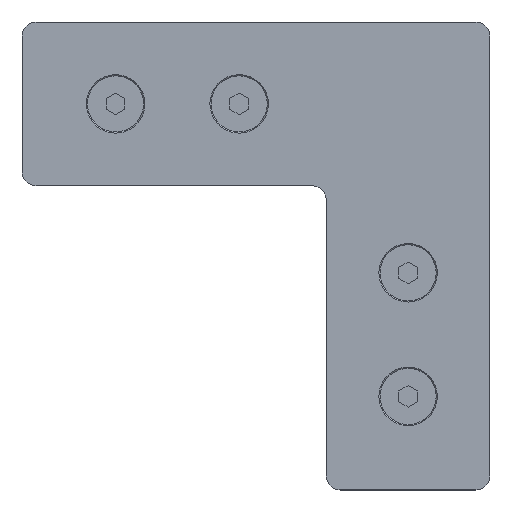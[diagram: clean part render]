
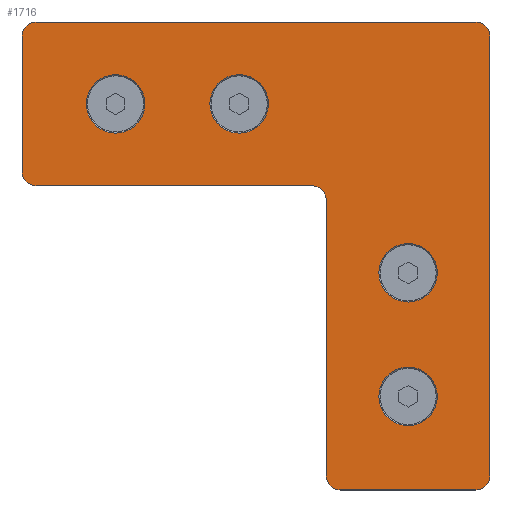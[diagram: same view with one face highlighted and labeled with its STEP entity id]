
A CAD part, top view. The second image highlights one B-rep face of the part: STEP entity #1716.
In plain terms, the highlighted planar face has unit normal (0, 0, 1).
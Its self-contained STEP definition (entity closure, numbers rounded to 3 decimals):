
#18=FACE_BOUND('',#232,.T.);
#19=FACE_BOUND('',#233,.T.);
#20=FACE_BOUND('',#234,.T.);
#21=FACE_BOUND('',#235,.T.);
#38=PLANE('',#1856);
#133=FACE_OUTER_BOUND('',#231,.T.);
#231=EDGE_LOOP('',(#1168,#1169,#1170,#1171,#1172,#1173,#1174,#1175,#1176,
#1177,#1178,#1179));
#232=EDGE_LOOP('',(#1180));
#233=EDGE_LOOP('',(#1181));
#234=EDGE_LOOP('',(#1182));
#235=EDGE_LOOP('',(#1183));
#350=LINE('',#2577,#510);
#351=LINE('',#2581,#511);
#352=LINE('',#2585,#512);
#353=LINE('',#2589,#513);
#354=LINE('',#2593,#514);
#355=LINE('',#2596,#515);
#510=VECTOR('',#2075,10.);
#511=VECTOR('',#2078,10.);
#512=VECTOR('',#2081,10.);
#513=VECTOR('',#2084,10.);
#514=VECTOR('',#2087,10.);
#515=VECTOR('',#2090,10.);
#661=CIRCLE('',#1827,6.25);
#665=CIRCLE('',#1833,6.25);
#670=CIRCLE('',#1840,6.25);
#676=CIRCLE('',#1848,6.25);
#680=CIRCLE('',#1854,3.);
#682=CIRCLE('',#1857,3.);
#683=CIRCLE('',#1858,3.);
#684=CIRCLE('',#1859,3.);
#685=CIRCLE('',#1860,3.);
#686=CIRCLE('',#1861,3.);
#737=VERTEX_POINT('',#2513);
#741=VERTEX_POINT('',#2525);
#746=VERTEX_POINT('',#2539);
#752=VERTEX_POINT('',#2555);
#756=VERTEX_POINT('',#2567);
#757=VERTEX_POINT('',#2568);
#760=VERTEX_POINT('',#2576);
#761=VERTEX_POINT('',#2578);
#762=VERTEX_POINT('',#2580);
#763=VERTEX_POINT('',#2582);
#764=VERTEX_POINT('',#2584);
#765=VERTEX_POINT('',#2586);
#766=VERTEX_POINT('',#2588);
#767=VERTEX_POINT('',#2590);
#768=VERTEX_POINT('',#2592);
#769=VERTEX_POINT('',#2594);
#894=EDGE_CURVE('',#737,#737,#661,.T.);
#900=EDGE_CURVE('',#741,#741,#665,.T.);
#907=EDGE_CURVE('',#746,#746,#670,.T.);
#915=EDGE_CURVE('',#752,#752,#676,.T.);
#920=EDGE_CURVE('',#756,#757,#680,.T.);
#924=EDGE_CURVE('',#760,#756,#350,.T.);
#925=EDGE_CURVE('',#761,#760,#682,.T.);
#926=EDGE_CURVE('',#762,#761,#351,.T.);
#927=EDGE_CURVE('',#763,#762,#683,.T.);
#928=EDGE_CURVE('',#764,#763,#352,.T.);
#929=EDGE_CURVE('',#765,#764,#684,.T.);
#930=EDGE_CURVE('',#765,#766,#353,.T.);
#931=EDGE_CURVE('',#767,#766,#685,.T.);
#932=EDGE_CURVE('',#767,#768,#354,.T.);
#933=EDGE_CURVE('',#769,#768,#686,.T.);
#934=EDGE_CURVE('',#757,#769,#355,.T.);
#1168=ORIENTED_EDGE('',*,*,#920,.F.);
#1169=ORIENTED_EDGE('',*,*,#924,.F.);
#1170=ORIENTED_EDGE('',*,*,#925,.F.);
#1171=ORIENTED_EDGE('',*,*,#926,.F.);
#1172=ORIENTED_EDGE('',*,*,#927,.F.);
#1173=ORIENTED_EDGE('',*,*,#928,.F.);
#1174=ORIENTED_EDGE('',*,*,#929,.F.);
#1175=ORIENTED_EDGE('',*,*,#930,.T.);
#1176=ORIENTED_EDGE('',*,*,#931,.F.);
#1177=ORIENTED_EDGE('',*,*,#932,.T.);
#1178=ORIENTED_EDGE('',*,*,#933,.F.);
#1179=ORIENTED_EDGE('',*,*,#934,.F.);
#1180=ORIENTED_EDGE('',*,*,#915,.T.);
#1181=ORIENTED_EDGE('',*,*,#900,.T.);
#1182=ORIENTED_EDGE('',*,*,#907,.T.);
#1183=ORIENTED_EDGE('',*,*,#894,.T.);
#1716=ADVANCED_FACE('',(#133,#18,#19,#20,#21),#38,.T.);
#1827=AXIS2_PLACEMENT_3D('',#2515,#2006,#2007);
#1833=AXIS2_PLACEMENT_3D('',#2527,#2020,#2021);
#1840=AXIS2_PLACEMENT_3D('',#2541,#2036,#2037);
#1848=AXIS2_PLACEMENT_3D('',#2557,#2054,#2055);
#1854=AXIS2_PLACEMENT_3D('',#2569,#2067,#2068);
#1856=AXIS2_PLACEMENT_3D('',#2575,#2073,#2074);
#1857=AXIS2_PLACEMENT_3D('',#2579,#2076,#2077);
#1858=AXIS2_PLACEMENT_3D('',#2583,#2079,#2080);
#1859=AXIS2_PLACEMENT_3D('',#2587,#2082,#2083);
#1860=AXIS2_PLACEMENT_3D('',#2591,#2085,#2086);
#1861=AXIS2_PLACEMENT_3D('',#2595,#2088,#2089);
#2006=DIRECTION('center_axis',(0.,0.,
-1.));
#2007=DIRECTION('ref_axis',(1.,0.,0.));
#2020=DIRECTION('center_axis',(0.,0.,
-1.));
#2021=DIRECTION('ref_axis',(1.,0.,0.));
#2036=DIRECTION('center_axis',(0.,0.,
-1.));
#2037=DIRECTION('ref_axis',(1.,0.,0.));
#2054=DIRECTION('center_axis',(0.,0.,
-1.));
#2055=DIRECTION('ref_axis',(1.,0.,0.));
#2067=DIRECTION('center_axis',(0.,0.,
-1.));
#2068=DIRECTION('ref_axis',(0.707,-0.707,0.));
#2073=DIRECTION('center_axis',(0.,0.,
1.));
#2074=DIRECTION('ref_axis',(1.,0.,0.));
#2075=DIRECTION('',(0.,-1.,0.));
#2076=DIRECTION('center_axis',(0.,0.,
-1.));
#2077=DIRECTION('ref_axis',(0.707,0.707,0.));
#2078=DIRECTION('',(1.,0.,0.));
#2079=DIRECTION('center_axis',(0.,0.,
-1.));
#2080=DIRECTION('ref_axis',(-0.707,0.707,0.));
#2081=DIRECTION('',(0.,1.,0.));
#2082=DIRECTION('center_axis',(0.,0.,
-1.));
#2083=DIRECTION('ref_axis',(-0.707,-0.707,0.));
#2084=DIRECTION('',(1.,0.,0.));
#2085=DIRECTION('center_axis',(0.,0.,
1.));
#2086=DIRECTION('ref_axis',(0.707,0.707,0.));
#2087=DIRECTION('',(0.,-1.,0.));
#2088=DIRECTION('center_axis',(0.,0.,
-1.));
#2089=DIRECTION('ref_axis',(-0.707,-0.707,0.));
#2090=DIRECTION('',(-1.,0.,0.));
#2513=CARTESIAN_POINT('',(-86.25,-17.5,4.));
#2515=CARTESIAN_POINT('Origin',(-80.,-17.5,4.));
#2525=CARTESIAN_POINT('',(-59.85,-17.5,4.));
#2527=CARTESIAN_POINT('Origin',(-53.6,-17.5,4.));
#2539=CARTESIAN_POINT('',(-23.75,-80.,4.));
#2541=CARTESIAN_POINT('Origin',(-17.5,-80.,4.));
#2555=CARTESIAN_POINT('',(-23.75,-53.6,4.));
#2557=CARTESIAN_POINT('Origin',(-17.5,-53.6,4.));
#2567=CARTESIAN_POINT('',(0.,-97.,4.));
#2568=CARTESIAN_POINT('',(-3.,-100.,4.));
#2569=CARTESIAN_POINT('Origin',(-3.,-97.,4.));
#2575=CARTESIAN_POINT('Origin',(-50.,-50.,4.));
#2576=CARTESIAN_POINT('',(0.,-3.,4.));
#2577=CARTESIAN_POINT('',(0.,-100.,4.));
#2578=CARTESIAN_POINT('',(-3.,0.,4.));
#2579=CARTESIAN_POINT('Origin',(-3.,-3.,4.));
#2580=CARTESIAN_POINT('',(-97.,0.,4.));
#2581=CARTESIAN_POINT('',(0.,0.,4.));
#2582=CARTESIAN_POINT('',(-100.,-3.,4.));
#2583=CARTESIAN_POINT('Origin',(-97.,-3.,4.));
#2584=CARTESIAN_POINT('',(-100.,-32.,4.));
#2585=CARTESIAN_POINT('',(-100.,0.,4.));
#2586=CARTESIAN_POINT('',(-97.,-35.,4.));
#2587=CARTESIAN_POINT('Origin',(-97.,-32.,4.));
#2588=CARTESIAN_POINT('',(-38.,-35.,4.));
#2589=CARTESIAN_POINT('',(-75.,-35.,4.));
#2590=CARTESIAN_POINT('',(-35.,-38.,4.));
#2591=CARTESIAN_POINT('Origin',(-38.,-38.,4.));
#2592=CARTESIAN_POINT('',(-35.,-97.,4.));
#2593=CARTESIAN_POINT('',(-35.,-42.5,4.));
#2594=CARTESIAN_POINT('',(-32.,-100.,4.));
#2595=CARTESIAN_POINT('Origin',(-32.,-97.,4.));
#2596=CARTESIAN_POINT('',(-100.,-100.,4.));
